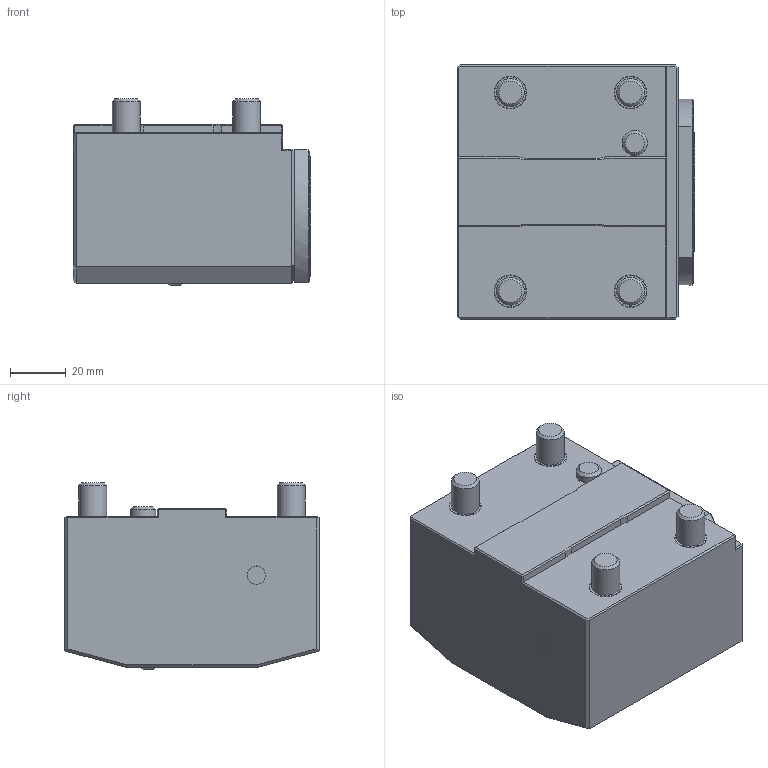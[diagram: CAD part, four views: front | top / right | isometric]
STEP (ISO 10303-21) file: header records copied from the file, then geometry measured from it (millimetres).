
FILE_DESCRIPTION(/* description */ (''),/* implementation_level */ '2;1');
FILE_NAME(/* name */ '1621492829980.stp',/* time_stamp */ '2021-05-20T12:10:57+06:00',/* author */ (''),/* organization */ ('SMS'),/* preprocessor_version */ 'ST-DEVELOPER v16.7',/* originating_system */ 'SIEMENS PLM Software NX 12.0',/* authorisation */ '');
FILE_SCHEMA (('AUTOMOTIVE_DESIGN { 1 0 10303 214 3 1 1 1 }'));
Length unit declared in the file: millimetre
Products named in the file (1): 203442752mod000_00
Bounding box: 84.95 x 90.91 x 66.5 mm (x, y, z)
Volume: 386149 mm3; surface area: 36670.8 mm2
Topology: 1 solids, 1 shells, 142 faces, 309 edges, 191 vertices
Faces by surface type: plane 92, cylinder 21, cone 19, sphere 5, torus 4, bspline 1
Full cylindrical faces by diameter (mm): 2.5 x1, 5.694 x1, 7.193 x4, 8.991 x1, 9.99 x4, 31.6 x1, 40 x1
Entity records: 3764 total; most frequent: CARTESIAN_POINT 819, DIRECTION 617, ORIENTED_EDGE 516, EDGE_CURVE 258, AXIS2_PLACEMENT_3D 230, EDGE_LOOP 197, VERTEX_POINT 173, LINE 157
